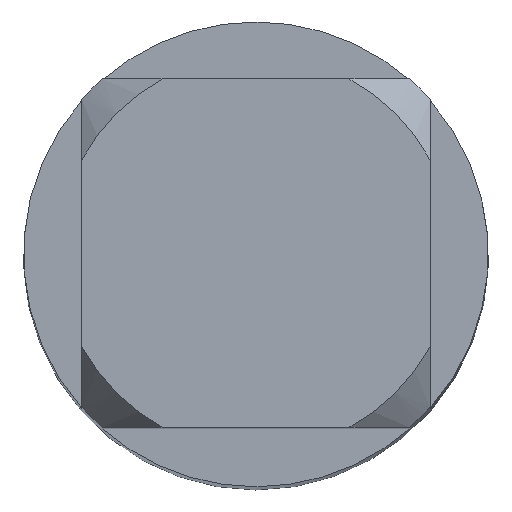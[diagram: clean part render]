
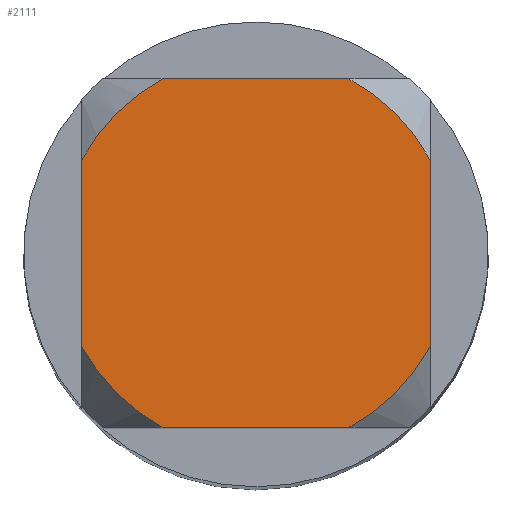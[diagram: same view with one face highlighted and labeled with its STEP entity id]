
A CAD part, top view. The second image highlights one B-rep face of the part: STEP entity #2111.
In plain terms, the highlighted planar face has unit normal (0, 0, 1).
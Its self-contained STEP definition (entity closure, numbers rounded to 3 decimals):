
#1301=EDGE_CURVE('',#1911,#3485,#3693,.T.);
#1399=VERTEX_POINT('',#3802);
#1659=EDGE_CURVE('',#3343,#1399,#4077,.T.);
#1861=EDGE_CURVE('',#3547,#3071,#4295,.T.);
#1911=VERTEX_POINT('',#4348);
#2111=ADVANCED_FACE('',(#4564),#4565,.T.);
#2287=EDGE_CURVE('',#3547,#1399,#4759,.T.);
#2627=EDGE_CURVE('',#3343,#3485,#5130,.T.);
#2655=EDGE_CURVE('',#2997,#3071,#5161,.T.);
#2657=EDGE_CURVE('',#2997,#2881,#5163,.T.);
#2797=EDGE_CURVE('',#1911,#2881,#5315,.T.);
#2881=VERTEX_POINT('',#5406);
#2997=VERTEX_POINT('',#5530);
#3071=VERTEX_POINT('',#5612);
#3343=VERTEX_POINT('',#5918);
#3485=VERTEX_POINT('',#6070);
#3547=VERTEX_POINT('',#6138);
#3693=CIRCLE('',#6412,1.7);
#3802=CARTESIAN_POINT('',(1.5,0.8,0.0));
#4077=CIRCLE('',#7524,1.7);
#4295=CIRCLE('',#8002,1.7);
#4348=CARTESIAN_POINT('',(-1.5,0.8,0.0));
#4564=FACE_OUTER_BOUND('',#8789,.T.);
#4565=PLANE('',#8790);
#4759=LINE('',#9223,#9224);
#5130=LINE('',#10088,#10089);
#5161=LINE('',#10154,#10155);
#5163=CIRCLE('',#10158,1.7);
#5315=LINE('',#10493,#10494);
#5406=CARTESIAN_POINT('',(-1.5,-0.8,0.0));
#5530=CARTESIAN_POINT('',(-0.8,-1.5,0.0));
#5612=CARTESIAN_POINT('',(0.8,-1.5,0.0));
#5918=CARTESIAN_POINT('',(0.8,1.5,0.0));
#6070=CARTESIAN_POINT('',(-0.8,1.5,0.0));
#6138=CARTESIAN_POINT('',(1.5,-0.8,0.0));
#6412=AXIS2_PLACEMENT_3D('',#13214,#13215,#13216);
#7524=AXIS2_PLACEMENT_3D('',#13640,#13641,#13642);
#8002=AXIS2_PLACEMENT_3D('',#13846,#13847,#13848);
#8789=EDGE_LOOP('',(#14193,#14194,#14195,#14196,#14197,#14198,#14199,#14200));
#8790=AXIS2_PLACEMENT_3D('',#14201,#14202,#14203);
#9223=CARTESIAN_POINT('',(1.5,0.425,0.0));
#9224=VECTOR('',#14409,1.0);
#10088=CARTESIAN_POINT('',(0.0,1.5,0.0));
#10089=VECTOR('',#14786,1.0);
#10154=CARTESIAN_POINT('',(0.0,-1.5,0.0));
#10155=VECTOR('',#14818,1.0);
#10158=AXIS2_PLACEMENT_3D('',#14819,#14820,#14821);
#10493=CARTESIAN_POINT('',(-1.5,0.425,0.0));
#10494=VECTOR('',#14970,1.0);
#13214=CARTESIAN_POINT('',(0.0,0.0,0.0));
#13215=DIRECTION('',(0.0,0.0,-1.0));
#13216=DIRECTION('',(0.0,1.0,0.0));
#13640=CARTESIAN_POINT('',(0.0,0.0,0.0));
#13641=DIRECTION('',(0.0,0.0,-1.0));
#13642=DIRECTION('',(0.0,1.0,0.0));
#13846=CARTESIAN_POINT('',(0.0,0.0,0.0));
#13847=DIRECTION('',(0.0,0.0,-1.0));
#13848=DIRECTION('',(0.0,1.0,0.0));
#14193=ORIENTED_EDGE('',*,*,#2797,.T.);
#14194=ORIENTED_EDGE('',*,*,#2657,.F.);
#14195=ORIENTED_EDGE('',*,*,#2655,.T.);
#14196=ORIENTED_EDGE('',*,*,#1861,.F.);
#14197=ORIENTED_EDGE('',*,*,#2287,.T.);
#14198=ORIENTED_EDGE('',*,*,#1659,.F.);
#14199=ORIENTED_EDGE('',*,*,#2627,.T.);
#14200=ORIENTED_EDGE('',*,*,#1301,.F.);
#14201=CARTESIAN_POINT('',(0.0,0.85,0.0));
#14202=DIRECTION('',(-0.0,0.0,1.0));
#14203=DIRECTION('',(0.0,-1.0,0.0));
#14409=DIRECTION('',(-0.0,1.0,0.0));
#14786=DIRECTION('',(-1.0,0.0,0.0));
#14818=DIRECTION('',(1.0,0.0,0.0));
#14819=CARTESIAN_POINT('',(0.0,0.0,0.0));
#14820=DIRECTION('',(0.0,0.0,-1.0));
#14821=DIRECTION('',(0.0,1.0,0.0));
#14970=DIRECTION('',(-0.0,-1.0,0.0));
